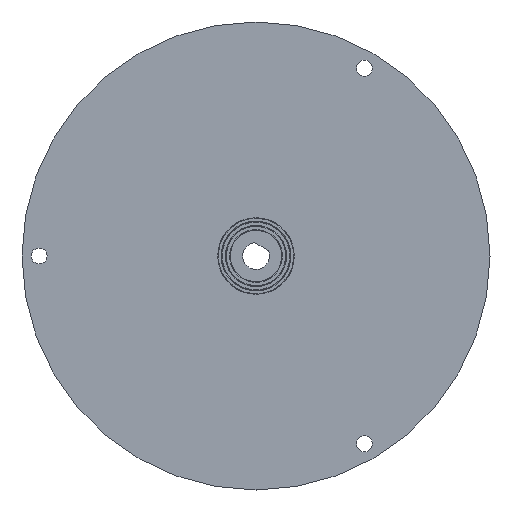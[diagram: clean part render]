
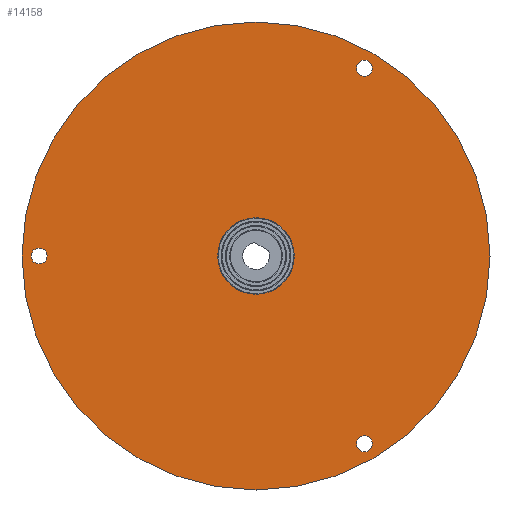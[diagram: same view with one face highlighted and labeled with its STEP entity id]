
A CAD part, front view. The second image highlights one B-rep face of the part: STEP entity #14158.
In plain terms, the highlighted planar face has unit normal (0, -1, 0).
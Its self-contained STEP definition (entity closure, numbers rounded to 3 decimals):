
#180 = EDGE_CURVE ( 'NONE', #6376, #10578, #12763, .T. ) ;
#293 = DIRECTION ( 'NONE',  ( 0., 0., 1. ) ) ;
#364 = CARTESIAN_POINT ( 'NONE',  ( 21.25, -4., 36.806 ) ) ;
#367 = ORIENTED_EDGE ( 'NONE', *, *, #13254, .T. ) ;
#428 = CARTESIAN_POINT ( 'NONE',  ( 21.25, -4., -38.37 ) ) ;
#529 = DIRECTION ( 'NONE',  ( 0., 1., 0. ) ) ;
#562 = CIRCLE ( 'NONE', #1972, 1.564 ) ;
#642 = FACE_BOUND ( 'NONE', #8499, .T. ) ;
#1194 = CIRCLE ( 'NONE', #5744, 1.564 ) ;
#1221 = ORIENTED_EDGE ( 'NONE', *, *, #2128, .T. ) ;
#1286 = CARTESIAN_POINT ( 'NONE',  ( 21.25, -4., -36.806 ) ) ;
#1364 = CARTESIAN_POINT ( 'NONE',  ( 0., -4., -7.5 ) ) ;
#1590 = DIRECTION ( 'NONE',  ( 0., 1., 0. ) ) ;
#1601 = CARTESIAN_POINT ( 'NONE',  ( -42.5, -4., 0. ) ) ;
#1687 = VERTEX_POINT ( 'NONE', #428 ) ;
#1972 = AXIS2_PLACEMENT_3D ( 'NONE', #4615, #1590, #7013 ) ;
#2128 = EDGE_CURVE ( 'NONE', #6439, #5166, #9965, .T. ) ;
#2771 = EDGE_CURVE ( 'NONE', #9330, #1687, #14526, .T. ) ;
#2803 = CARTESIAN_POINT ( 'NONE',  ( 21.25, -4., 35.243 ) ) ;
#2952 = ORIENTED_EDGE ( 'NONE', *, *, #14896, .T. ) ;
#3088 = DIRECTION ( 'NONE',  ( 0., 0., 1. ) ) ;
#3197 = ORIENTED_EDGE ( 'NONE', *, *, #11483, .T. ) ;
#3476 = FACE_BOUND ( 'NONE', #17372, .T. ) ;
#3559 = CARTESIAN_POINT ( 'NONE',  ( 0., -4., 0. ) ) ;
#3593 = DIRECTION ( 'NONE',  ( 0., 0., 1. ) ) ;
#3650 = DIRECTION ( 'NONE',  ( 0., 1., 0. ) ) ;
#4176 = CARTESIAN_POINT ( 'NONE',  ( 21.25, -4., 38.37 ) ) ;
#4445 = CARTESIAN_POINT ( 'NONE',  ( 0., -4., 0. ) ) ;
#4565 = EDGE_CURVE ( 'NONE', #5166, #6439, #9206, .T. ) ;
#4576 = AXIS2_PLACEMENT_3D ( 'NONE', #13523, #9951, #3088 ) ;
#4605 = EDGE_LOOP ( 'NONE', ( #14758, #3197 ) ) ;
#4615 = CARTESIAN_POINT ( 'NONE',  ( -42.5, -4., 0. ) ) ;
#4628 = FACE_BOUND ( 'NONE', #5331, .T. ) ;
#5166 = VERTEX_POINT ( 'NONE', #4176 ) ;
#5331 = EDGE_LOOP ( 'NONE', ( #9967, #1221 ) ) ;
#5688 = CARTESIAN_POINT ( 'NONE',  ( 0., -4., 0. ) ) ;
#5744 = AXIS2_PLACEMENT_3D ( 'NONE', #1601, #8179, #293 ) ;
#6009 = CARTESIAN_POINT ( 'NONE',  ( 21.25, -4., 36.806 ) ) ;
#6075 = CARTESIAN_POINT ( 'NONE',  ( -42.5, -4., -1.563 ) ) ;
#6143 = FACE_OUTER_BOUND ( 'NONE', #16856, .T. ) ;
#6171 = CIRCLE ( 'NONE', #8144, 1.563 ) ;
#6376 = VERTEX_POINT ( 'NONE', #9834 ) ;
#6439 = VERTEX_POINT ( 'NONE', #2803 ) ;
#6706 = DIRECTION ( 'NONE',  ( 0., 1., 0. ) ) ;
#6838 = CARTESIAN_POINT ( 'NONE',  ( 0., -4., 45.85 ) ) ;
#7013 = DIRECTION ( 'NONE',  ( 0., 0., 1. ) ) ;
#7689 = CIRCLE ( 'NONE', #10550, 45.85 ) ;
#7815 = EDGE_CURVE ( 'NONE', #14195, #11531, #11393, .T. ) ;
#7836 = DIRECTION ( 'NONE',  ( 0., 0., 1. ) ) ;
#7931 = DIRECTION ( 'NONE',  ( 0., 1., 0. ) ) ;
#8017 = CARTESIAN_POINT ( 'NONE',  ( 0., -4., 0. ) ) ;
#8025 = DIRECTION ( 'NONE',  ( 0., 1., 0. ) ) ;
#8070 = DIRECTION ( 'NONE',  ( 0., 1., 0. ) ) ;
#8144 = AXIS2_PLACEMENT_3D ( 'NONE', #1286, #6706, #12130 ) ;
#8179 = DIRECTION ( 'NONE',  ( 0., 1., 0. ) ) ;
#8208 = AXIS2_PLACEMENT_3D ( 'NONE', #4445, #8025, #9885 ) ;
#8409 = DIRECTION ( 'NONE',  ( 0., 0., 1. ) ) ;
#8499 = EDGE_LOOP ( 'NONE', ( #367, #16716 ) ) ;
#8507 = VERTEX_POINT ( 'NONE', #14781 ) ;
#9155 = ORIENTED_EDGE ( 'NONE', *, *, #180, .F. ) ;
#9206 = CIRCLE ( 'NONE', #14025, 1.564 ) ;
#9330 = VERTEX_POINT ( 'NONE', #17056 ) ;
#9384 = ORIENTED_EDGE ( 'NONE', *, *, #12152, .F. ) ;
#9772 = DIRECTION ( 'NONE',  ( 0., 1., 0. ) ) ;
#9834 = CARTESIAN_POINT ( 'NONE',  ( 0., -4., -45.85 ) ) ;
#9885 = DIRECTION ( 'NONE',  ( 0., 0., 1. ) ) ;
#9951 = DIRECTION ( 'NONE',  ( 0., 1., 0. ) ) ;
#9965 = CIRCLE ( 'NONE', #13078, 1.564 ) ;
#9967 = ORIENTED_EDGE ( 'NONE', *, *, #4565, .T. ) ;
#10068 = PLANE ( 'NONE',  #17081 ) ;
#10550 = AXIS2_PLACEMENT_3D ( 'NONE', #5688, #9772, #15189 ) ;
#10578 = VERTEX_POINT ( 'NONE', #6838 ) ;
#11393 = CIRCLE ( 'NONE', #15362, 7.5 ) ;
#11461 = CARTESIAN_POINT ( 'NONE',  ( 0., -4., 0. ) ) ;
#11483 = EDGE_CURVE ( 'NONE', #11531, #14195, #16939, .T. ) ;
#11531 = VERTEX_POINT ( 'NONE', #1364 ) ;
#11659 = DIRECTION ( 'NONE',  ( 0., 0., 1. ) ) ;
#12130 = DIRECTION ( 'NONE',  ( 0., 0., 1. ) ) ;
#12152 = EDGE_CURVE ( 'NONE', #10578, #6376, #7689, .T. ) ;
#12519 = ORIENTED_EDGE ( 'NONE', *, *, #2771, .T. ) ;
#12763 = CIRCLE ( 'NONE', #8208, 45.85 ) ;
#13074 = FACE_BOUND ( 'NONE', #4605, .T. ) ;
#13078 = AXIS2_PLACEMENT_3D ( 'NONE', #6009, #15698, #3593 ) ;
#13120 = VERTEX_POINT ( 'NONE', #6075 ) ;
#13254 = EDGE_CURVE ( 'NONE', #8507, #13120, #1194, .T. ) ;
#13523 = CARTESIAN_POINT ( 'NONE',  ( 21.25, -4., -36.806 ) ) ;
#14025 = AXIS2_PLACEMENT_3D ( 'NONE', #364, #8070, #8409 ) ;
#14033 = DIRECTION ( 'NONE',  ( 0., 0., 1. ) ) ;
#14096 = AXIS2_PLACEMENT_3D ( 'NONE', #8017, #7931, #7836 ) ;
#14158 = ADVANCED_FACE ( 'NONE', ( #13074, #4628, #3476, #642, #6143 ), #10068, .F. ) ;
#14195 = VERTEX_POINT ( 'NONE', #16817 ) ;
#14526 = CIRCLE ( 'NONE', #4576, 1.563 ) ;
#14758 = ORIENTED_EDGE ( 'NONE', *, *, #7815, .T. ) ;
#14781 = CARTESIAN_POINT ( 'NONE',  ( -42.5, -4., 1.564 ) ) ;
#14896 = EDGE_CURVE ( 'NONE', #1687, #9330, #6171, .T. ) ;
#15189 = DIRECTION ( 'NONE',  ( 0., 0., 1. ) ) ;
#15362 = AXIS2_PLACEMENT_3D ( 'NONE', #11461, #529, #14033 ) ;
#15698 = DIRECTION ( 'NONE',  ( 0., 1., 0. ) ) ;
#16716 = ORIENTED_EDGE ( 'NONE', *, *, #16920, .T. ) ;
#16817 = CARTESIAN_POINT ( 'NONE',  ( 0., -4., 7.5 ) ) ;
#16856 = EDGE_LOOP ( 'NONE', ( #9384, #9155 ) ) ;
#16920 = EDGE_CURVE ( 'NONE', #13120, #8507, #562, .T. ) ;
#16939 = CIRCLE ( 'NONE', #14096, 7.5 ) ;
#17056 = CARTESIAN_POINT ( 'NONE',  ( 21.25, -4., -35.243 ) ) ;
#17081 = AXIS2_PLACEMENT_3D ( 'NONE', #3559, #3650, #11659 ) ;
#17372 = EDGE_LOOP ( 'NONE', ( #12519, #2952 ) ) ;
